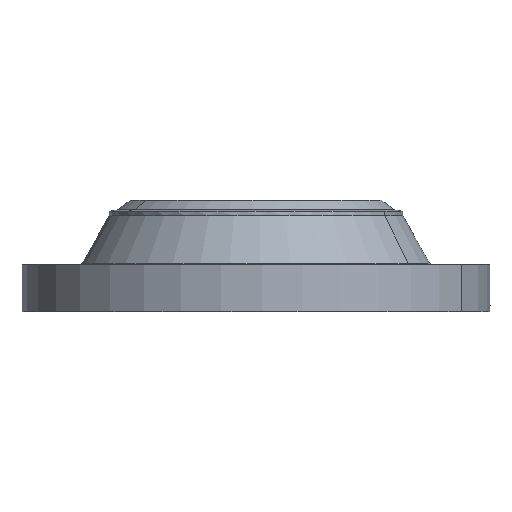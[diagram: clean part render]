
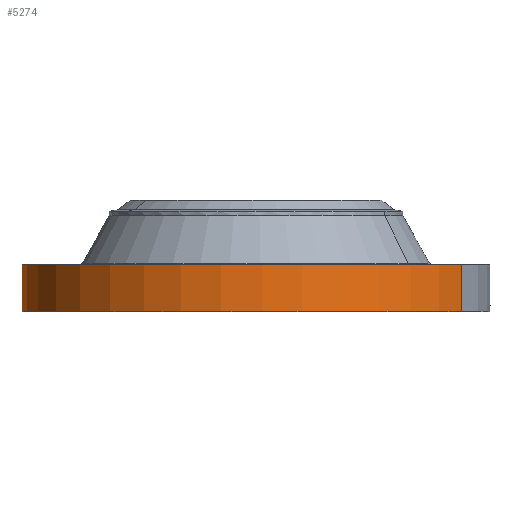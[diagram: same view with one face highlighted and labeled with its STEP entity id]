
A CAD part, left-side view. The second image highlights one B-rep face of the part: STEP entity #5274.
In plain terms, the highlighted cylindrical face has radius 323.85 mm (diameter 647.7 mm), a partial arc.
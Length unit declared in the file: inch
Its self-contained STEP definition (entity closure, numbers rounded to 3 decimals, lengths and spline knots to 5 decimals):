
#3849=AXIS2_PLACEMENT_3D('Circle Axis2P3D',#3847,#3848,$) ;
#4488=AXIS2_PLACEMENT_3D('Circle Axis2P3D',#4486,#4487,$) ;
#5169=AXIS2_PLACEMENT_3D('Cylinder Axis2P3D',#5166,#5167,#5168) ;
#3847=CARTESIAN_POINT('Axis2P3D Location',(0.,0.,0.)) ;
#3851=CARTESIAN_POINT('Vertex',(-6.11268,-11.18918,0.)) ;
#3853=CARTESIAN_POINT('Vertex',(6.11268,11.18918,0.)) ;
#4481=CARTESIAN_POINT('Vertex',(6.11268,11.18918,2.563)) ;
#4483=CARTESIAN_POINT('Vertex',(-6.11268,-11.18918,2.563)) ;
#4486=CARTESIAN_POINT('Axis2P3D Location',(0.,0.,2.563)) ;
#5166=CARTESIAN_POINT('Axis2P3D Location',(0.,0.,3.0315)) ;
#5171=CARTESIAN_POINT('Line Origine',(-6.11268,-11.18918,1.2815)) ;
#5176=CARTESIAN_POINT('Line Origine',(6.11268,11.18918,1.2815)) ;
#5188=CARTESIAN_POINT('Control Point',(-0.00072,12.75,1.10412)) ;
#5189=CARTESIAN_POINT('Control Point',(-0.01921,12.75,1.10408)) ;
#5190=CARTESIAN_POINT('Control Point',(-0.03769,12.74996,1.10259)) ;
#5191=CARTESIAN_POINT('Control Point',(-0.05595,12.74988,1.09967)) ;
#5192=CARTESIAN_POINT('Vertex',(-0.00072,12.75,1.10412)) ;
#5194=CARTESIAN_POINT('Vertex',(-0.05594,12.74988,1.09967)) ;
#5198=CARTESIAN_POINT('Control Point',(-0.05594,12.74988,1.09967)) ;
#5199=CARTESIAN_POINT('Control Point',(-0.09613,12.7497,1.09515)) ;
#5200=CARTESIAN_POINT('Control Point',(-0.13566,12.74933,1.0833)) ;
#5201=CARTESIAN_POINT('Control Point',(-0.17204,12.74884,1.06495)) ;
#5202=CARTESIAN_POINT('Vertex',(-0.17204,12.74884,1.06495)) ;
#5206=CARTESIAN_POINT('Control Point',(-0.03081,12.74996,0.34117)) ;
#5207=CARTESIAN_POINT('Control Point',(-0.09995,12.7498,0.34994)) ;
#5208=CARTESIAN_POINT('Control Point',(-0.16676,12.74917,0.37415)) ;
#5209=CARTESIAN_POINT('Control Point',(-0.22639,12.74814,0.41297)) ;
#5210=CARTESIAN_POINT('Control Point',(-0.29876,12.74657,0.48701)) ;
#5211=CARTESIAN_POINT('Control Point',(-0.34348,12.74538,0.57722)) ;
#5212=CARTESIAN_POINT('Control Point',(-0.35493,12.74506,0.60793)) ;
#5213=CARTESIAN_POINT('Control Point',(-0.37343,12.74453,0.67925)) ;
#5214=CARTESIAN_POINT('Control Point',(-0.3751,12.74448,0.7526)) ;
#5215=CARTESIAN_POINT('Control Point',(-0.37073,12.74461,0.79323)) ;
#5216=CARTESIAN_POINT('Control Point',(-0.34832,12.74527,0.88561)) ;
#5217=CARTESIAN_POINT('Control Point',(-0.29901,12.74655,0.96696)) ;
#5218=CARTESIAN_POINT('Control Point',(-0.26264,12.7474,1.00787)) ;
#5219=CARTESIAN_POINT('Control Point',(-0.21955,12.7482,1.04098)) ;
#5220=CARTESIAN_POINT('Control Point',(-0.17204,12.74884,1.06495)) ;
#5221=CARTESIAN_POINT('Vertex',(-0.03081,12.74996,0.34117)) ;
#5225=CARTESIAN_POINT('Control Point',(-0.03081,12.74996,0.34117)) ;
#5226=CARTESIAN_POINT('Control Point',(-0.02054,12.74999,0.34087)) ;
#5227=CARTESIAN_POINT('Control Point',(-0.01025,12.75,0.34094)) ;
#5228=CARTESIAN_POINT('Control Point',(0.,12.75,0.34137)) ;
#5229=CARTESIAN_POINT('Vertex',(0.,12.75,0.34137)) ;
#5233=CARTESIAN_POINT('Control Point',(0.1928,12.74854,0.3971)) ;
#5234=CARTESIAN_POINT('Control Point',(0.14907,12.7492,0.37185)) ;
#5235=CARTESIAN_POINT('Control Point',(0.10113,12.74973,0.35372)) ;
#5236=CARTESIAN_POINT('Control Point',(0.05081,12.75,0.34353)) ;
#5237=CARTESIAN_POINT('Control Point',(0.,12.75,0.34137)) ;
#5238=CARTESIAN_POINT('Vertex',(0.1928,12.74854,0.3971)) ;
#5242=CARTESIAN_POINT('Control Point',(0.1928,12.74854,0.3971)) ;
#5243=CARTESIAN_POINT('Control Point',(0.24975,12.74768,0.42997)) ;
#5244=CARTESIAN_POINT('Control Point',(0.30001,12.7466,0.47415)) ;
#5245=CARTESIAN_POINT('Control Point',(0.34046,12.7455,0.52814)) ;
#5246=CARTESIAN_POINT('Control Point',(0.38507,12.7442,0.62618)) ;
#5247=CARTESIAN_POINT('Control Point',(0.39392,12.74391,0.73148)) ;
#5248=CARTESIAN_POINT('Control Point',(0.39189,12.74398,0.77157)) ;
#5249=CARTESIAN_POINT('Control Point',(0.37791,12.74441,0.8464)) ;
#5250=CARTESIAN_POINT('Control Point',(0.34595,12.74532,0.91478)) ;
#5251=CARTESIAN_POINT('Control Point',(0.32696,12.74583,0.9452)) ;
#5252=CARTESIAN_POINT('Control Point',(0.26505,12.74736,1.02211)) ;
#5253=CARTESIAN_POINT('Control Point',(0.18158,12.74889,1.0754)) ;
#5254=CARTESIAN_POINT('Control Point',(0.12236,12.74964,1.09762)) ;
#5255=CARTESIAN_POINT('Control Point',(0.06069,12.75,1.10713)) ;
#5256=CARTESIAN_POINT('Control Point',(-0.00003,12.75,1.10415)) ;
#5257=CARTESIAN_POINT('Vertex',(-0.00003,12.75,1.10415)) ;
#5261=CARTESIAN_POINT('Control Point',(-0.00072,12.75,1.10412)) ;
#5262=CARTESIAN_POINT('Control Point',(-0.00037,12.75,1.10414)) ;
#5263=CARTESIAN_POINT('Control Point',(-0.00003,12.75,1.10415)) ;
#3848=DIRECTION('Axis2P3D Direction',(0.,0.,-0.039)) ;
#4487=DIRECTION('Axis2P3D Direction',(0.,0.,-0.039)) ;
#5167=DIRECTION('Axis2P3D Direction',(0.,0.,-0.039)) ;
#5168=DIRECTION('Axis2P3D XDirection',(0.019,0.035,0.)) ;
#5172=DIRECTION('Vector Direction',(0.,0.,-0.039)) ;
#5177=DIRECTION('Vector Direction',(0.,0.,-0.039)) ;
#5173=VECTOR('Line Direction',#5172,0.03937) ;
#5178=VECTOR('Line Direction',#5177,0.03937) ;
#5182=ORIENTED_EDGE('',*,*,#3855,.F.) ;
#5183=ORIENTED_EDGE('',*,*,#5175,.T.) ;
#5184=ORIENTED_EDGE('',*,*,#4490,.T.) ;
#5185=ORIENTED_EDGE('',*,*,#5180,.F.) ;
#5266=ORIENTED_EDGE('',*,*,#5196,.T.) ;
#5267=ORIENTED_EDGE('',*,*,#5204,.T.) ;
#5268=ORIENTED_EDGE('',*,*,#5223,.F.) ;
#5269=ORIENTED_EDGE('',*,*,#5231,.T.) ;
#5270=ORIENTED_EDGE('',*,*,#5240,.F.) ;
#5271=ORIENTED_EDGE('',*,*,#5259,.T.) ;
#5272=ORIENTED_EDGE('',*,*,#5264,.F.) ;
#5273=FACE_BOUND('',#5265,.T.) ;
#5274=ADVANCED_FACE('PartBody',(#5186,#5273),#5170,.T.) ;
#5187=B_SPLINE_CURVE_WITH_KNOTS('',3,(#5188,#5189,#5190,#5191),.UNSPECIFIED.,.F.,.U.,(4,4),(34.61645,36.66768),.UNSPECIFIED.) ;
#5197=B_SPLINE_CURVE_WITH_KNOTS('',3,(#5198,#5199,#5200,#5201),.UNSPECIFIED.,.F.,.U.,(4,4),(0.,4.54499),.UNSPECIFIED.) ;
#5205=B_SPLINE_CURVE_WITH_KNOTS('',5,(#5206,#5207,#5208,#5209,#5210,#5211,#5212,#5213,#5214,#5215,#5216,#5217,#5218,#5219,#5220),.UNSPECIFIED.,.F.,.U.,(6,3,3,3,6),(0.,12.11259,17.97396,25.35753,35.25019),.UNSPECIFIED.) ;
#5224=B_SPLINE_CURVE_WITH_KNOTS('',3,(#5225,#5226,#5227,#5228),.UNSPECIFIED.,.F.,.U.,(4,4),(0.,1.07185),.UNSPECIFIED.) ;
#5232=B_SPLINE_CURVE_WITH_KNOTS('',4,(#5233,#5234,#5235,#5236,#5237),.UNSPECIFIED.,.F.,.U.,(5,5),(0.,7.08001),.UNSPECIFIED.) ;
#5241=B_SPLINE_CURVE_WITH_KNOTS('',5,(#5242,#5243,#5244,#5245,#5246,#5247,#5248,#5249,#5250,#5251,#5252,#5253,#5254,#5255,#5256),.UNSPECIFIED.,.F.,.U.,(6,3,3,3,6),(0.,11.52689,18.57802,24.98181,36.33132),.UNSPECIFIED.) ;
#5260=B_SPLINE_CURVE_WITH_KNOTS('',2,(#5261,#5262,#5263),.UNSPECIFIED.,.F.,.U.,(3,3),(1.02806,1.05385),.UNSPECIFIED.) ;
#3850=CIRCLE('generated circle',#3849,12.75) ;
#4489=CIRCLE('generated circle',#4488,12.75) ;
#5170=CYLINDRICAL_SURFACE('generated cylinder',#5169,12.75) ;
#3855=EDGE_CURVE('',#3852,#3854,#3850,.T.) ;
#4490=EDGE_CURVE('',#4484,#4482,#4489,.T.) ;
#5175=EDGE_CURVE('',#3852,#4484,#5174,.F.) ;
#5180=EDGE_CURVE('',#3854,#4482,#5179,.F.) ;
#5196=EDGE_CURVE('',#5193,#5195,#5187,.T.) ;
#5204=EDGE_CURVE('',#5195,#5203,#5197,.T.) ;
#5223=EDGE_CURVE('',#5222,#5203,#5205,.T.) ;
#5231=EDGE_CURVE('',#5222,#5230,#5224,.T.) ;
#5240=EDGE_CURVE('',#5239,#5230,#5232,.T.) ;
#5259=EDGE_CURVE('',#5239,#5258,#5241,.T.) ;
#5264=EDGE_CURVE('',#5193,#5258,#5260,.T.) ;
#5181=EDGE_LOOP('',(#5182,#5183,#5184,#5185)) ;
#5265=EDGE_LOOP('',(#5266,#5267,#5268,#5269,#5270,#5271,#5272)) ;
#5186=FACE_OUTER_BOUND('',#5181,.T.) ;
#5174=LINE('Line',#5171,#5173) ;
#5179=LINE('Line',#5176,#5178) ;
#3852=VERTEX_POINT('',#3851) ;
#3854=VERTEX_POINT('',#3853) ;
#4482=VERTEX_POINT('',#4481) ;
#4484=VERTEX_POINT('',#4483) ;
#5193=VERTEX_POINT('',#5192) ;
#5195=VERTEX_POINT('',#5194) ;
#5203=VERTEX_POINT('',#5202) ;
#5222=VERTEX_POINT('',#5221) ;
#5230=VERTEX_POINT('',#5229) ;
#5239=VERTEX_POINT('',#5238) ;
#5258=VERTEX_POINT('',#5257) ;
